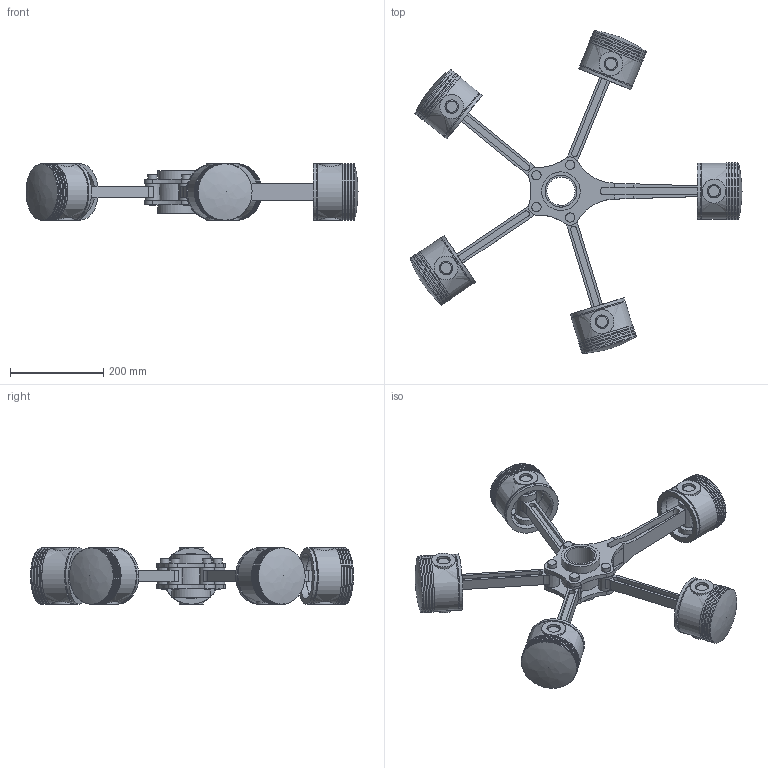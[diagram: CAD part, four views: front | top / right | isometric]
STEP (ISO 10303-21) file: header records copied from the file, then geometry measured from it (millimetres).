
FILE_DESCRIPTION(('FreeCAD Model'),'2;1');
FILE_NAME('Open CASCADE Shape Model','2025-05-04T04:19:44',('FreeCAD'),( 'FreeCAD'),'Open CASCADE STEP processor 7.6','FreeCAD','Unknown');
FILE_SCHEMA(('AUTOMOTIVE_DESIGN { 1 0 10303 214 1 1 1 1 }'));
Length unit declared in the file: millimetre
Products named in the file (1): Open CASCADE STEP translator 7.6 1
Bounding box: 713.14 x 693.57 x 122.33 mm (x, y, z)
Volume: 3861199 mm3; surface area: 1236724.2 mm2
Topology: 59 solids, 59 shells, 606 faces, 1162 edges, 757 vertices
Faces by surface type: bspline 606
Entity records: 20437 total; most frequent: CARTESIAN_POINT 13024, ORIENTED_EDGE 2314, EDGE_CURVE 1157, FACE_BOUND 820, EDGE_LOOP 820, VERTEX_POINT 757, ADVANCED_FACE 606, B_SPLINE_CURVE_WITH_KNOTS 518
